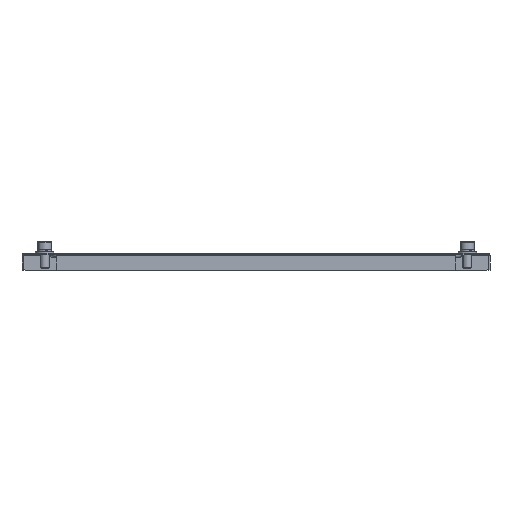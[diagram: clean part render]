
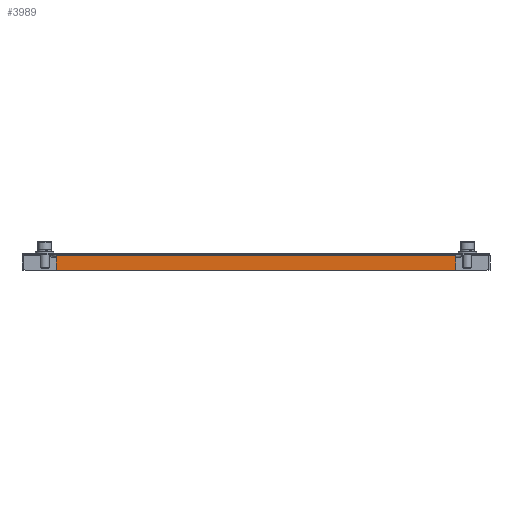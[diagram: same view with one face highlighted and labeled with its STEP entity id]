
A CAD part, front view. The second image highlights one B-rep face of the part: STEP entity #3989.
In plain terms, the highlighted planar face has unit normal (0, -1, 0).
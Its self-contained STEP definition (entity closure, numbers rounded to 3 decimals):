
#203 = VERTEX_POINT ( 'NONE', #2081 ) ;
#305 = LINE ( 'NONE', #4202, #4449 ) ;
#443 = ORIENTED_EDGE ( 'NONE', *, *, #3920, .T. ) ;
#459 = DIRECTION ( 'NONE',  ( 0., 0., 1. ) ) ;
#623 = EDGE_CURVE ( 'NONE', #2459, #203, #3397, .T. ) ;
#781 = LINE ( 'NONE', #1792, #1202 ) ;
#804 = CARTESIAN_POINT ( 'NONE',  ( 0., -406.35, 0. ) ) ;
#1107 = DIRECTION ( 'NONE',  ( 0., 0., 1. ) ) ;
#1202 = VECTOR ( 'NONE', #3870, 1000. ) ;
#1291 = CARTESIAN_POINT ( 'NONE',  ( -260., -406.35, -22. ) ) ;
#1723 = VECTOR ( 'NONE', #2659, 1000. ) ;
#1769 = LINE ( 'NONE', #2115, #3185 ) ;
#1792 = CARTESIAN_POINT ( 'NONE',  ( -260., -406.35, -22. ) ) ;
#1869 = FACE_OUTER_BOUND ( 'NONE', #2884, .T. ) ;
#1892 = EDGE_CURVE ( 'NONE', #2098, #2860, #1769, .T. ) ;
#2081 = CARTESIAN_POINT ( 'NONE',  ( 260., -406.35, -2.8 ) ) ;
#2098 = VERTEX_POINT ( 'NONE', #1291 ) ;
#2115 = CARTESIAN_POINT ( 'NONE',  ( 260., -406.35, -22. ) ) ;
#2173 = EDGE_CURVE ( 'NONE', #2860, #203, #305, .T. ) ;
#2182 = PLANE ( 'NONE',  #2650 ) ;
#2396 = DIRECTION ( 'NONE',  ( 1., 0., 0. ) ) ;
#2423 = ORIENTED_EDGE ( 'NONE', *, *, #2173, .T. ) ;
#2459 = VERTEX_POINT ( 'NONE', #3197 ) ;
#2650 = AXIS2_PLACEMENT_3D ( 'NONE', #804, #3583, #459 ) ;
#2659 = DIRECTION ( 'NONE',  ( 1., 0., 0. ) ) ;
#2728 = CARTESIAN_POINT ( 'NONE',  ( 0., -406.35, -2.8 ) ) ;
#2860 = VERTEX_POINT ( 'NONE', #3398 ) ;
#2884 = EDGE_LOOP ( 'NONE', ( #4261, #443, #4157, #2423 ) ) ;
#3185 = VECTOR ( 'NONE', #2396, 1000. ) ;
#3197 = CARTESIAN_POINT ( 'NONE',  ( -260., -406.35, -2.8 ) ) ;
#3397 = LINE ( 'NONE', #2728, #1723 ) ;
#3398 = CARTESIAN_POINT ( 'NONE',  ( 260., -406.35, -22. ) ) ;
#3583 = DIRECTION ( 'NONE',  ( 0., 1., 0. ) ) ;
#3870 = DIRECTION ( 'NONE',  ( 0., 0., -1. ) ) ;
#3920 = EDGE_CURVE ( 'NONE', #2459, #2098, #781, .T. ) ;
#3989 = ADVANCED_FACE ( 'NONE', ( #1869 ), #2182, .F. ) ;
#4157 = ORIENTED_EDGE ( 'NONE', *, *, #1892, .T. ) ;
#4202 = CARTESIAN_POINT ( 'NONE',  ( 260., -406.35, -1.5 ) ) ;
#4261 = ORIENTED_EDGE ( 'NONE', *, *, #623, .F. ) ;
#4449 = VECTOR ( 'NONE', #1107, 1000. ) ;
